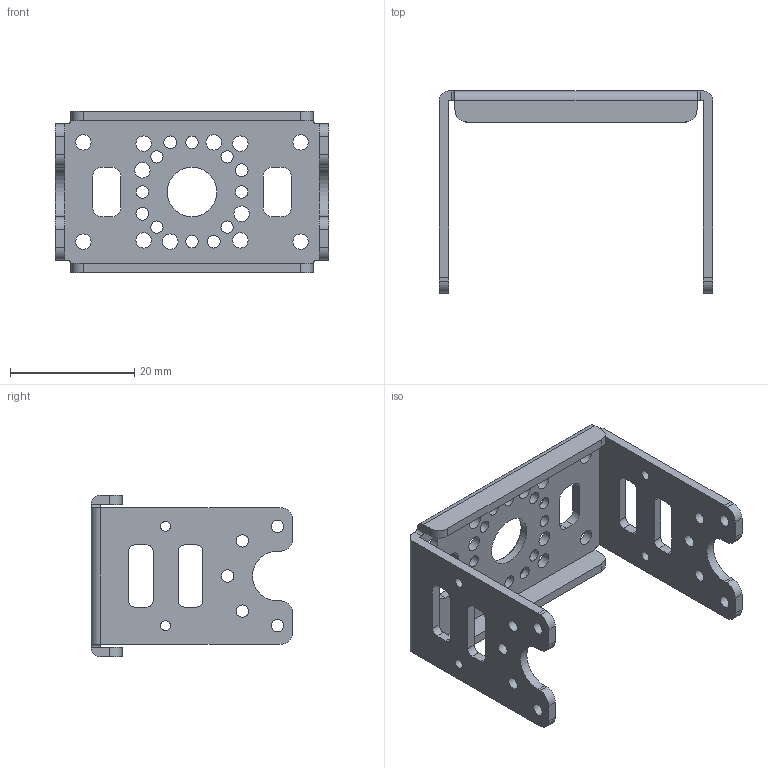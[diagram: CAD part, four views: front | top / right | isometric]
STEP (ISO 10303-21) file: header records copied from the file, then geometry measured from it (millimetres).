
FILE_DESCRIPTION( ( '' ), ' ' );
FILE_NAME( '5a786754110e670fe0cf4d48.step', '2018-02-05T14:16:54', ( '' ), ( '' ), ' ', ' ', ' ' );
FILE_SCHEMA( ( 'AUTOMOTIVE_DESIGN { 1 0 10303 214 1 1 1 1 }' ) );
Length unit declared in the file: metre
Products named in the file (1): Std Part - Bracket
Bounding box: 44 x 32.5 x 26 mm (x, y, z)
Volume: 3311.9 mm3; surface area: 5477.9 mm2
Topology: 1 solids, 1 shells, 148 faces, 430 edges, 284 vertices
Faces by surface type: cylinder 89, plane 52, cone 7
Full cylindrical faces by diameter (mm): 1.6 x4, 2 x18, 2.05 x4, 2.5 x12, 8 x1
Entity records: 6042 total; most frequent: DIRECTION 860, CARTESIAN_POINT 803, ORIENTED_EDGE 754, EDGE_CURVE 377, AXIS2_PLACEMENT_3D 334, EDGE_LOOP 284, VERTEX_POINT 277, LINE 192
